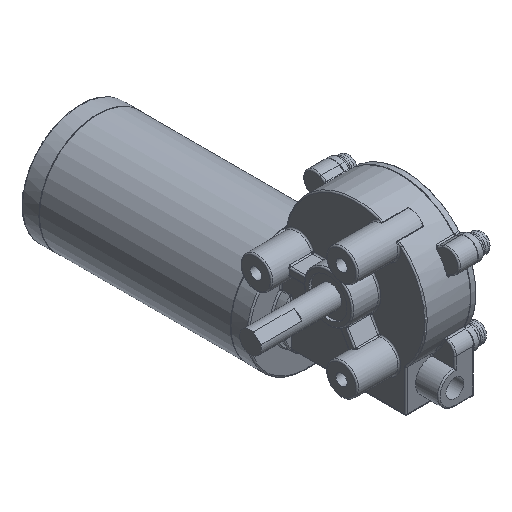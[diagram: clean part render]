
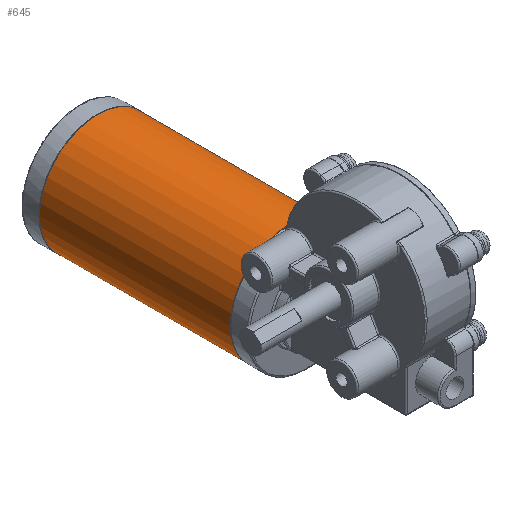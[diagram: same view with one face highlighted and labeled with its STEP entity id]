
A CAD part, isometric view. The second image highlights one B-rep face of the part: STEP entity #645.
In plain terms, the highlighted cylindrical face has radius 21.5 mm (diameter 43 mm), a full revolution.
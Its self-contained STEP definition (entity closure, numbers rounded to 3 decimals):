
#645 = ADVANCED_FACE( '', ( #1729, #1730 ), #1731, .T. );
#1729 = FACE_OUTER_BOUND( '', #3352, .T. );
#1730 = FACE_OUTER_BOUND( '', #3353, .T. );
#1731 = CYLINDRICAL_SURFACE( '', #3354, 21.5 );
#3352 = EDGE_LOOP( '', ( #7497 ) );
#3353 = EDGE_LOOP( '', ( #7498 ) );
#3354 = AXIS2_PLACEMENT_3D( '', #7499, #7500, #7501 );
#7497 = ORIENTED_EDGE( '', *, *, #11548, .T. );
#7498 = ORIENTED_EDGE( '', *, *, #11549, .T. );
#7499 = CARTESIAN_POINT( '', ( 0., 83.5, 0. ) );
#7500 = DIRECTION( '', ( 0., 1., 0. ) );
#7501 = DIRECTION( '', ( 0., 0., -1. ) );
#11548 = EDGE_CURVE( '', #13437, #13437, #13438, .T. );
#11549 = EDGE_CURVE( '', #13439, #13439, #13440, .T. );
#13437 = VERTEX_POINT( '', #16036 );
#13438 = CIRCLE( '', #16037, 21.5 );
#13439 = VERTEX_POINT( '', #16038 );
#13440 = CIRCLE( '', #16039, 21.5 );
#16036 = CARTESIAN_POINT( '', ( 0., 6.6, 21.5 ) );
#16037 = AXIS2_PLACEMENT_3D( '', #20078, #20079, #20080 );
#16038 = CARTESIAN_POINT( '', ( 0., 76.9, 21.5 ) );
#16039 = AXIS2_PLACEMENT_3D( '', #20081, #20082, #20083 );
#20078 = CARTESIAN_POINT( '', ( 0., 6.6, 0. ) );
#20079 = DIRECTION( '', ( 0., 1., 0. ) );
#20080 = DIRECTION( '', ( 0., 0., 1. ) );
#20081 = CARTESIAN_POINT( '', ( 0., 76.9, 0. ) );
#20082 = DIRECTION( '', ( 0., -1., 0. ) );
#20083 = DIRECTION( '', ( 0., 0., 1. ) );
